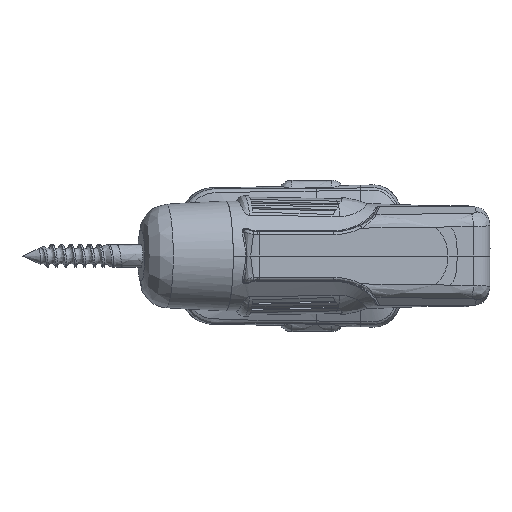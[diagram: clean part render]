
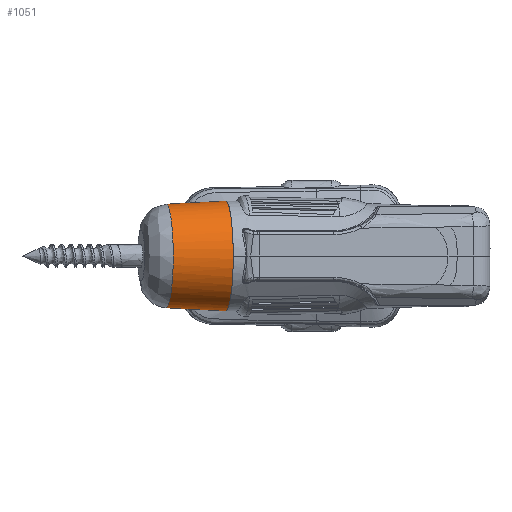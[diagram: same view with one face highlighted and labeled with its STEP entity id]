
A CAD part, left-side view. The second image highlights one B-rep face of the part: STEP entity #1051.
In plain terms, the highlighted free-form (B-spline) face has degree [2, 1] with [7, 2] control points.
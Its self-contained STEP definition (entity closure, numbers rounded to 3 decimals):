
#1051 = ADVANCED_FACE('',(#1052),#1090,.T.);
#1052 = FACE_BOUND('',#1053,.T.);
#1053 = EDGE_LOOP('',(#1054,#1064,#1071,#1081,#1082));
#1054 = ORIENTED_EDGE('',*,*,#1055,.T.);
#1055 = EDGE_CURVE('',#1056,#1058,#1060,.T.);
#1056 = VERTEX_POINT('',#1057);
#1057 = CARTESIAN_POINT('',(-86.333,113.01,
    -34.009));
#1058 = VERTEX_POINT('',#1059);
#1059 = CARTESIAN_POINT('',(-52.655,117.743,
    0.));
#1060 = ( BOUNDED_CURVE() B_SPLINE_CURVE(2,(#1061,#1062,#1063),
.UNSPECIFIED.,.F.,.F.) B_SPLINE_CURVE_WITH_KNOTS((3,3),(0.,
1.571),.PIECEWISE_BEZIER_KNOTS.) CURVE() 
GEOMETRIC_REPRESENTATION_ITEM() RATIONAL_B_SPLINE_CURVE((1.,
0.707,1.)) REPRESENTATION_ITEM('') );
#1061 = CARTESIAN_POINT('',(-86.333,113.01,
    -34.009));
#1062 = CARTESIAN_POINT('',(-52.655,117.743,
    -34.009));
#1063 = CARTESIAN_POINT('',(-52.655,117.743,
    0.));
#1064 = ORIENTED_EDGE('',*,*,#1065,.T.);
#1065 = EDGE_CURVE('',#1058,#1066,#1068,.T.);
#1066 = VERTEX_POINT('',#1067);
#1067 = CARTESIAN_POINT('',(-45.112,78.938,
    0.));
#1068 = B_SPLINE_CURVE_WITH_KNOTS('',1,(#1069,#1070),.UNSPECIFIED.,.F.,
  .F.,(2,2),(-31.776,0.),.PIECEWISE_BEZIER_KNOTS.);
#1069 = CARTESIAN_POINT('',(-52.655,117.743,
    0.));
#1070 = CARTESIAN_POINT('',(-45.112,78.938,
    0.));
#1071 = ORIENTED_EDGE('',*,*,#1072,.F.);
#1072 = EDGE_CURVE('',#1066,#1066,#1073,.T.);
#1073 = ( BOUNDED_CURVE() B_SPLINE_CURVE(2,(#1074,#1075,#1076,#1077,
#1078,#1079,#1080),.UNSPECIFIED.,.T.,.F.) B_SPLINE_CURVE_WITH_KNOTS((1,2
    ,2,2,2,1),(-2.094,0.,2.094,4.189,
6.283,8.378),.UNSPECIFIED.) CURVE() 
GEOMETRIC_REPRESENTATION_ITEM() RATIONAL_B_SPLINE_CURVE((1.,0.5,1.,0.5,
1.,0.5,1.)) REPRESENTATION_ITEM('') );
#1074 = CARTESIAN_POINT('',(-45.112,78.938,
    0.));
#1075 = CARTESIAN_POINT('',(-45.112,78.938,
    62.488));
#1076 = CARTESIAN_POINT('',(-98.702,71.406,
    31.244));
#1077 = CARTESIAN_POINT('',(-152.292,63.875,
    0.));
#1078 = CARTESIAN_POINT('',(-98.702,71.406,
    -31.244));
#1079 = CARTESIAN_POINT('',(-45.112,78.938,
    -62.488));
#1080 = CARTESIAN_POINT('',(-45.112,78.938,
    0.));
#1081 = ORIENTED_EDGE('',*,*,#1065,.F.);
#1082 = ORIENTED_EDGE('',*,*,#1083,.T.);
#1083 = EDGE_CURVE('',#1058,#1056,#1084,.T.);
#1084 = ( BOUNDED_CURVE() B_SPLINE_CURVE(2,(#1085,#1086,#1087,#1088,
#1089),.UNSPECIFIED.,.F.,.F.) B_SPLINE_CURVE_WITH_KNOTS((3,2,3),(
    1.571,3.927,6.283),
.PIECEWISE_BEZIER_KNOTS.) CURVE() GEOMETRIC_REPRESENTATION_ITEM() 
RATIONAL_B_SPLINE_CURVE((1.,0.383,1.,0.383,1.)) 
REPRESENTATION_ITEM('') );
#1085 = CARTESIAN_POINT('',(-52.655,117.743,
    0.));
#1086 = CARTESIAN_POINT('',(-52.655,117.743,
    82.104));
#1087 = CARTESIAN_POINT('',(-110.147,109.663,
    24.048));
#1088 = CARTESIAN_POINT('',(-167.638,101.583,
    -34.009));
#1089 = CARTESIAN_POINT('',(-86.333,113.01,
    -34.009));
#1090 = ( BOUNDED_SURFACE() B_SPLINE_SURFACE(2,1,(
    (#1091,#1092)
    ,(#1093,#1094)
    ,(#1095,#1096)
    ,(#1097,#1098)
    ,(#1099,#1100)
    ,(#1101,#1102)
    ,(#1103,#1104
)),.UNSPECIFIED.,.T.,.F.,.F.) B_SPLINE_SURFACE_WITH_KNOTS((1,2,2,2,2,1),
  (2,2),(-2.094,0.,2.094,4.189,6.283,
    8.378),(-31.776,0.),.UNSPECIFIED.) 
GEOMETRIC_REPRESENTATION_ITEM() RATIONAL_B_SPLINE_SURFACE((
    (1.,1.)
    ,(0.5,0.5)
    ,(1.,1.)
    ,(0.5,0.5)
    ,(1.,1.)
    ,(0.5,0.5)
,(1.,1.))) REPRESENTATION_ITEM('') SURFACE() );
#1091 = CARTESIAN_POINT('',(-52.655,117.743,
    0.));
#1092 = CARTESIAN_POINT('',(-45.112,78.938,
    0.));
#1093 = CARTESIAN_POINT('',(-52.655,117.743,
    58.905));
#1094 = CARTESIAN_POINT('',(-45.112,78.938,
    62.488));
#1095 = CARTESIAN_POINT('',(-103.172,110.643,
    29.452));
#1096 = CARTESIAN_POINT('',(-98.702,71.406,
    31.244));
#1097 = CARTESIAN_POINT('',(-153.688,103.544,
    0.));
#1098 = CARTESIAN_POINT('',(-152.292,63.875,
    0.));
#1099 = CARTESIAN_POINT('',(-103.172,110.643,
    -29.452));
#1100 = CARTESIAN_POINT('',(-98.702,71.406,
    -31.244));
#1101 = CARTESIAN_POINT('',(-52.655,117.743,
    -58.905));
#1102 = CARTESIAN_POINT('',(-45.112,78.938,
    -62.488));
#1103 = CARTESIAN_POINT('',(-52.655,117.743,
    0.));
#1104 = CARTESIAN_POINT('',(-45.112,78.938,
    0.));
